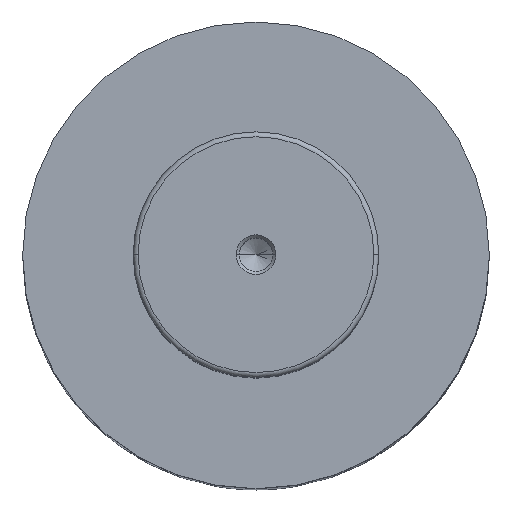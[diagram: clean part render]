
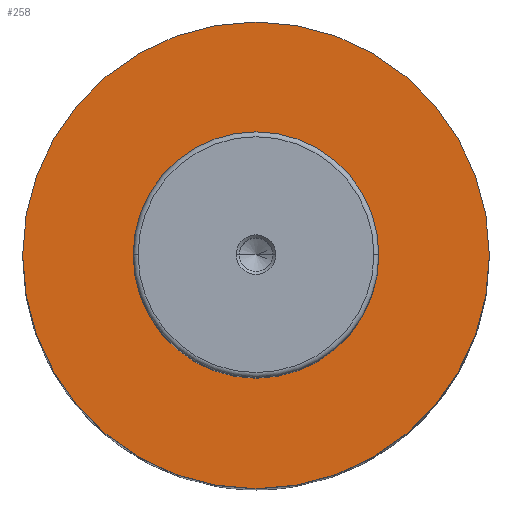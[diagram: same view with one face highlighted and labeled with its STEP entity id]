
A CAD part, top view. The second image highlights one B-rep face of the part: STEP entity #258.
In plain terms, the highlighted planar face has unit normal (0, 0, 1).
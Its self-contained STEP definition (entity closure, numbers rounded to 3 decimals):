
#112 = EDGE_CURVE ( 'NONE', #2140, #1146, #1369, .T. ) ;
#143 = ORIENTED_EDGE ( 'NONE', *, *, #2211, .T. ) ;
#171 = ORIENTED_EDGE ( 'NONE', *, *, #977, .T. ) ;
#223 = CIRCLE ( 'NONE', #506, 25. ) ;
#242 = CIRCLE ( 'NONE', #1906, 47.5 ) ;
#258 = ADVANCED_FACE ( 'NONE', ( #561, #401 ), #1710, .T. ) ;
#262 = VERTEX_POINT ( 'NONE', #1011 ) ;
#274 = DIRECTION ( 'NONE',  ( 0., 0., -1. ) ) ;
#312 = DIRECTION ( 'NONE',  ( 0., 0., -1. ) ) ;
#373 = EDGE_CURVE ( 'NONE', #1146, #2140, #242, .T. ) ;
#401 = FACE_OUTER_BOUND ( 'NONE', #944, .T. ) ;
#446 = EDGE_LOOP ( 'NONE', ( #143, #171 ) ) ;
#506 = AXIS2_PLACEMENT_3D ( 'NONE', #1609, #595, #1798 ) ;
#561 = FACE_BOUND ( 'NONE', #446, .T. ) ;
#571 = CARTESIAN_POINT ( 'NONE',  ( -47.5, 0., 147. ) ) ;
#595 = DIRECTION ( 'NONE',  ( 0., 0., -1. ) ) ;
#623 = CIRCLE ( 'NONE', #1440, 25. ) ;
#682 = DIRECTION ( 'NONE',  ( 0., 0., 1. ) ) ;
#713 = CARTESIAN_POINT ( 'NONE',  ( 0., 0., 147. ) ) ;
#868 = DIRECTION ( 'NONE',  ( -1., 0., 0. ) ) ;
#944 = EDGE_LOOP ( 'NONE', ( #1950, #2011 ) ) ;
#977 = EDGE_CURVE ( 'NONE', #262, #1822, #623, .T. ) ;
#1011 = CARTESIAN_POINT ( 'NONE',  ( 25., 0., 147. ) ) ;
#1146 = VERTEX_POINT ( 'NONE', #1848 ) ;
#1150 = CARTESIAN_POINT ( 'NONE',  ( -25., 0., 147. ) ) ;
#1258 = CARTESIAN_POINT ( 'NONE',  ( 0., 0., 147. ) ) ;
#1299 = CARTESIAN_POINT ( 'NONE',  ( 0., 0., 147. ) ) ;
#1331 = CARTESIAN_POINT ( 'NONE',  ( -25., 0., 147. ) ) ;
#1369 = CIRCLE ( 'NONE', #2096, 47.5 ) ;
#1436 = DIRECTION ( 'NONE',  ( -1., 0., 0. ) ) ;
#1440 = AXIS2_PLACEMENT_3D ( 'NONE', #1258, #274, #1436 ) ;
#1477 = DIRECTION ( 'NONE',  ( -1., 0., 0. ) ) ;
#1609 = CARTESIAN_POINT ( 'NONE',  ( 0., 0., 147. ) ) ;
#1710 = PLANE ( 'NONE',  #1974 ) ;
#1798 = DIRECTION ( 'NONE',  ( -1., 0., 0. ) ) ;
#1822 = VERTEX_POINT ( 'NONE', #1150 ) ;
#1848 = CARTESIAN_POINT ( 'NONE',  ( 47.5, 0., 147. ) ) ;
#1895 = DIRECTION ( 'NONE',  ( 1., 0., 0. ) ) ;
#1906 = AXIS2_PLACEMENT_3D ( 'NONE', #713, #1933, #868 ) ;
#1933 = DIRECTION ( 'NONE',  ( 0., 0., -1. ) ) ;
#1950 = ORIENTED_EDGE ( 'NONE', *, *, #112, .F. ) ;
#1974 = AXIS2_PLACEMENT_3D ( 'NONE', #1331, #682, #1895 ) ;
#2011 = ORIENTED_EDGE ( 'NONE', *, *, #373, .F. ) ;
#2096 = AXIS2_PLACEMENT_3D ( 'NONE', #1299, #312, #1477 ) ;
#2140 = VERTEX_POINT ( 'NONE', #571 ) ;
#2211 = EDGE_CURVE ( 'NONE', #1822, #262, #223, .T. ) ;
